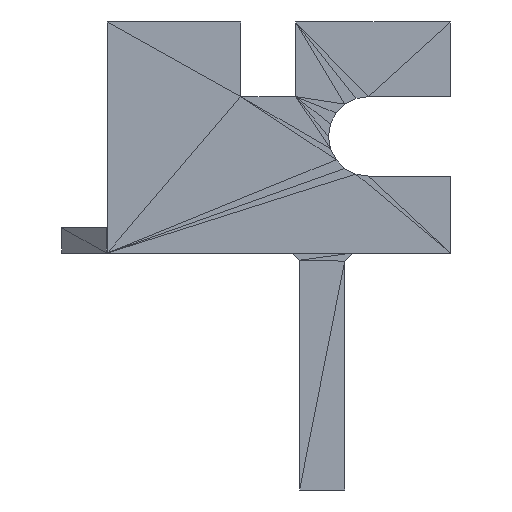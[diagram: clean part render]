
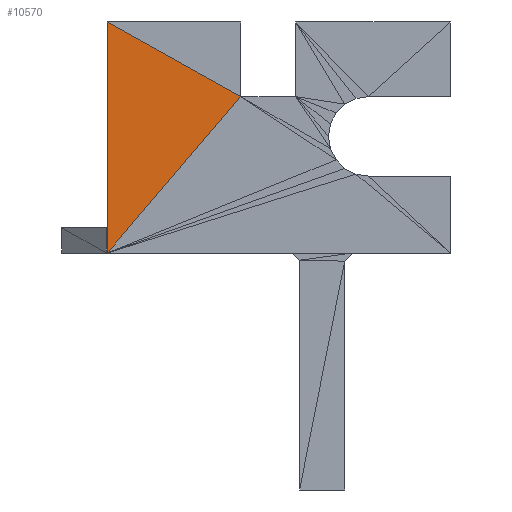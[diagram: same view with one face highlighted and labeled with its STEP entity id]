
A CAD part, left-side view. The second image highlights one B-rep face of the part: STEP entity #10570.
In plain terms, the highlighted planar face has unit normal (-1, 0, 0).
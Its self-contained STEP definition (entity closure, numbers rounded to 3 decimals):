
#872=FACE_OUTER_BOUND('',#1754,.T.);
#1754=EDGE_LOOP('',(#8756,#8757,#8758));
#3011=LINE('',#17038,#4335);
#3062=LINE('',#17138,#4386);
#3079=LINE('',#17171,#4403);
#4335=VECTOR('',#14355,10.);
#4386=VECTOR('',#14470,10.);
#4403=VECTOR('',#14507,10.);
#4819=VERTEX_POINT('',#16654);
#4834=VERTEX_POINT('',#17029);
#4835=VERTEX_POINT('',#17036);
#6091=EDGE_CURVE('',#4834,#4835,#3011,.T.);
#6142=EDGE_CURVE('',#4819,#4835,#3062,.T.);
#6159=EDGE_CURVE('',#4819,#4834,#3079,.T.);
#8756=ORIENTED_EDGE('',*,*,#6159,.F.);
#8757=ORIENTED_EDGE('',*,*,#6142,.T.);
#8758=ORIENTED_EDGE('',*,*,#6091,.F.);
#9688=PLANE('',#11466);
#10570=ADVANCED_FACE('',(#872),#9688,.T.);
#11466=AXIS2_PLACEMENT_3D('',#17172,#14508,#14509);
#14355=DIRECTION('',(0.,0.,1.));
#14470=DIRECTION('',(0.,0.873,0.488));
#14507=DIRECTION('',(0.,0.649,-0.761));
#14508=DIRECTION('center_axis',(-1.,0.,0.));
#14509=DIRECTION('ref_axis',(0.,0.,1.));
#16654=CARTESIAN_POINT('',(-3.,8.475,8.69));
#17029=CARTESIAN_POINT('',(-3.,15.88,0.));
#17036=CARTESIAN_POINT('',(-3.,15.88,12.83));
#17038=CARTESIAN_POINT('',(-3.,15.88,0.));
#17138=CARTESIAN_POINT('',(-3.,8.475,8.69));
#17171=CARTESIAN_POINT('',(-3.,8.475,8.69));
#17172=CARTESIAN_POINT('Origin',(-3.,15.88,12.83));
